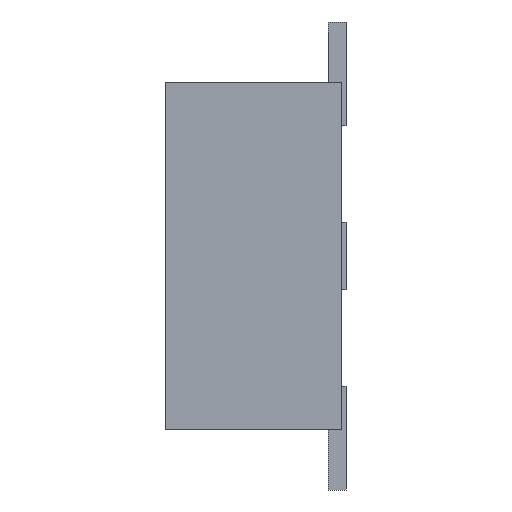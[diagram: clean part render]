
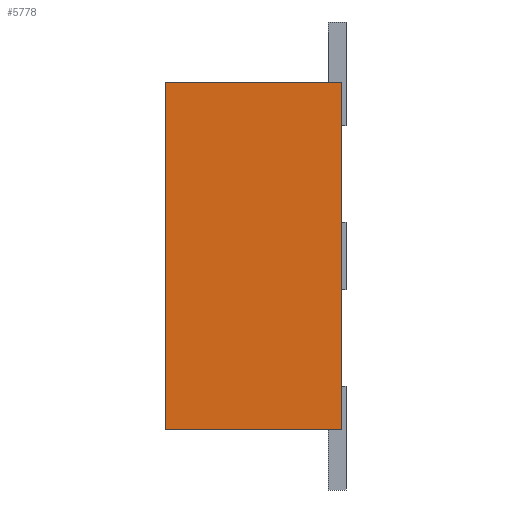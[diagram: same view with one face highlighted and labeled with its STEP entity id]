
A CAD part, left-side view. The second image highlights one B-rep face of the part: STEP entity #5778.
In plain terms, the highlighted planar face has unit normal (-1, 0, 0).
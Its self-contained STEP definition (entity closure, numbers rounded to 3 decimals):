
#41=DIRECTION('',(0.,0.,1.));
#42=VECTOR('',#41,1.54);
#43=CARTESIAN_POINT('',(-2.53,0.,-0.77));
#44=LINE('',#43,#42);
#1317=DIRECTION('',(0.,0.,1.));
#1318=VECTOR('',#1317,1.54);
#1319=CARTESIAN_POINT('',(-2.53,0.78,-0.77));
#1320=LINE('',#1319,#1318);
#1897=DIRECTION('',(0.,1.,0.));
#1898=VECTOR('',#1897,0.78);
#1899=CARTESIAN_POINT('',(-2.53,0.,-0.77));
#1900=LINE('',#1899,#1898);
#1901=DIRECTION('',(0.,-1.,0.));
#1902=VECTOR('',#1901,0.78);
#1903=CARTESIAN_POINT('',(-2.53,0.78,0.77));
#1904=LINE('',#1903,#1902);
#2561=CARTESIAN_POINT('',(-2.53,0.,0.77));
#2562=VERTEX_POINT('',#2561);
#2563=CARTESIAN_POINT('',(-2.53,0.,-0.77));
#2564=VERTEX_POINT('',#2563);
#2985=CARTESIAN_POINT('',(-2.53,0.78,0.77));
#2987=VERTEX_POINT('',#2985);
#2991=CARTESIAN_POINT('',(-2.53,0.78,-0.77));
#2992=VERTEX_POINT('',#2991);
#5766=CARTESIAN_POINT('',(-2.53,0.,0.77));
#5767=DIRECTION('',(-1.,0.,0.));
#5768=DIRECTION('',(0.,0.,-1.));
#5769=AXIS2_PLACEMENT_3D('',#5766,#5767,#5768);
#5770=PLANE('',#5769);
#5771=ORIENTED_EDGE('',*,*,#5760,.T.);
#5772=ORIENTED_EDGE('',*,*,#4870,.T.);
#5774=ORIENTED_EDGE('',*,*,#5773,.T.);
#5775=ORIENTED_EDGE('',*,*,#3418,.F.);
#5776=EDGE_LOOP('',(#5771,#5772,#5774,#5775));
#5777=FACE_OUTER_BOUND('',#5776,.F.);
#5778=ADVANCED_FACE('',(#5777),#5770,.T.);
#3418=EDGE_CURVE('',#2564,#2562,#44,.T.);
#4870=EDGE_CURVE('',#2992,#2987,#1320,.T.);
#5760=EDGE_CURVE('',#2564,#2992,#1900,.T.);
#5773=EDGE_CURVE('',#2987,#2562,#1904,.T.);
